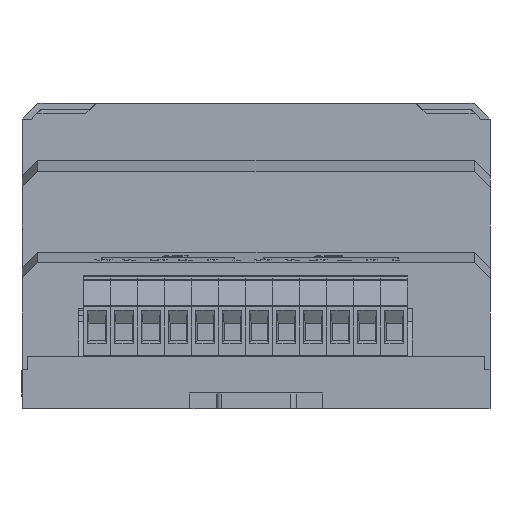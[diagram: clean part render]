
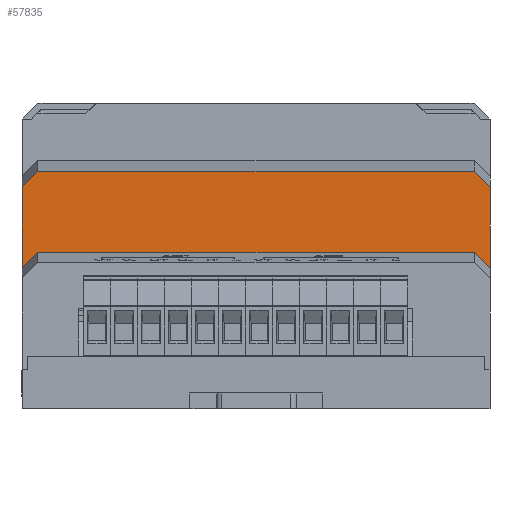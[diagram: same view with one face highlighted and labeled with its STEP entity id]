
A CAD part, front view. The second image highlights one B-rep face of the part: STEP entity #57835.
In plain terms, the highlighted planar face has unit normal (0, -1, 0).
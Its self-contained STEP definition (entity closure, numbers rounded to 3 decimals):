
#434 = DIRECTION ( 'NONE',  ( 0., 0., -1. ) ) ;
#2687 = VERTEX_POINT ( 'NONE', #18542 ) ;
#7576 = EDGE_CURVE ( 'NONE', #34043, #67330, #14776, .T. ) ;
#11126 = CARTESIAN_POINT ( 'NONE',  ( 85., 10.85, 37.272 ) ) ;
#12935 = VERTEX_POINT ( 'NONE', #102165 ) ;
#13535 = VECTOR ( 'NONE', #45513, 1000. ) ;
#13669 = VERTEX_POINT ( 'NONE', #83340 ) ;
#14776 = LINE ( 'NONE', #33328, #50432 ) ;
#15924 = ORIENTED_EDGE ( 'NONE', *, *, #16094, .T. ) ;
#16088 = EDGE_CURVE ( 'NONE', #75793, #13669, #105339, .T. ) ;
#16094 = EDGE_CURVE ( 'NONE', #101898, #19222, #29988, .T. ) ;
#16619 = DIRECTION ( 'NONE',  ( -1., 0., 0. ) ) ;
#18542 = CARTESIAN_POINT ( 'NONE',  ( 3., 10.85, 22.06 ) ) ;
#19222 = VERTEX_POINT ( 'NONE', #78942 ) ;
#20691 = LINE ( 'NONE', #94239, #37113 ) ;
#29988 = LINE ( 'NONE', #88464, #32713 ) ;
#32713 = VECTOR ( 'NONE', #62819, 1000. ) ;
#33328 = CARTESIAN_POINT ( 'NONE',  ( 78.872, 10.85, 28.283 ) ) ;
#34043 = VERTEX_POINT ( 'NONE', #83786 ) ;
#35787 = DIRECTION ( 'NONE',  ( -0.702, 0., 0.712 ) ) ;
#36843 = LINE ( 'NONE', #87996, #13535 ) ;
#37113 = VECTOR ( 'NONE', #51365, 1000. ) ;
#39072 = CARTESIAN_POINT ( 'NONE',  ( 0., 10.85, 34.226 ) ) ;
#43451 = EDGE_CURVE ( 'NONE', #12935, #67330, #36843, .T. ) ;
#44801 = ORIENTED_EDGE ( 'NONE', *, *, #94297, .T. ) ;
#45513 = DIRECTION ( 'NONE',  ( 0., 0., -1. ) ) ;
#46530 = VECTOR ( 'NONE', #81020, 1000. ) ;
#47264 = CARTESIAN_POINT ( 'NONE',  ( 4.014, 10.85, 38.302 ) ) ;
#47353 = ORIENTED_EDGE ( 'NONE', *, *, #7576, .T. ) ;
#47892 = LINE ( 'NONE', #47264, #46530 ) ;
#47979 = AXIS2_PLACEMENT_3D ( 'NONE', #103573, #104328, #51514 ) ;
#48101 = VECTOR ( 'NONE', #35787, 1000. ) ;
#49314 = ORIENTED_EDGE ( 'NONE', *, *, #16088, .T. ) ;
#49843 = DIRECTION ( 'NONE',  ( 0.702, 0., -0.712 ) ) ;
#50432 = VECTOR ( 'NONE', #49843, 1000. ) ;
#51365 = DIRECTION ( 'NONE',  ( 0.702, 0., 0.712 ) ) ;
#51514 = DIRECTION ( 'NONE',  ( 0., 0., 1. ) ) ;
#54075 = CARTESIAN_POINT ( 'NONE',  ( 0., 10.85, 37.272 ) ) ;
#56853 = ORIENTED_EDGE ( 'NONE', *, *, #56894, .T. ) ;
#56894 = EDGE_CURVE ( 'NONE', #13669, #2687, #20691, .T. ) ;
#57835 = ADVANCED_FACE ( 'NONE', ( #101313 ), #95134, .F. ) ;
#59935 = LINE ( 'NONE', #87047, #110703 ) ;
#62819 = DIRECTION ( 'NONE',  ( -1., 0., 0. ) ) ;
#67330 = VERTEX_POINT ( 'NONE', #106827 ) ;
#67881 = ORIENTED_EDGE ( 'NONE', *, *, #76228, .T. ) ;
#75793 = VERTEX_POINT ( 'NONE', #39072 ) ;
#76065 = EDGE_LOOP ( 'NONE', ( #87377, #44801, #15924, #67881, #49314, #56853, #77535, #47353 ) ) ;
#76228 = EDGE_CURVE ( 'NONE', #19222, #75793, #47892, .T. ) ;
#77535 = ORIENTED_EDGE ( 'NONE', *, *, #95441, .F. ) ;
#78942 = CARTESIAN_POINT ( 'NONE',  ( 3., 10.85, 37.272 ) ) ;
#80268 = CARTESIAN_POINT ( 'NONE',  ( 89.444, 10.85, 32.76 ) ) ;
#81020 = DIRECTION ( 'NONE',  ( -0.702, 0., -0.712 ) ) ;
#83340 = CARTESIAN_POINT ( 'NONE',  ( 0., 10.85, 19.014 ) ) ;
#83786 = CARTESIAN_POINT ( 'NONE',  ( 85., 10.85, 22.06 ) ) ;
#87047 = CARTESIAN_POINT ( 'NONE',  ( 88., 10.85, 22.06 ) ) ;
#87377 = ORIENTED_EDGE ( 'NONE', *, *, #43451, .F. ) ;
#87996 = CARTESIAN_POINT ( 'NONE',  ( 88., 10.85, 37.272 ) ) ;
#88464 = CARTESIAN_POINT ( 'NONE',  ( 88., 10.85, 37.272 ) ) ;
#94239 = CARTESIAN_POINT ( 'NONE',  ( 52.455, 10.85, 72.278 ) ) ;
#94297 = EDGE_CURVE ( 'NONE', #12935, #101898, #104342, .T. ) ;
#95134 = PLANE ( 'NONE',  #47979 ) ;
#95441 = EDGE_CURVE ( 'NONE', #34043, #2687, #59935, .T. ) ;
#101313 = FACE_OUTER_BOUND ( 'NONE', #76065, .T. ) ;
#101898 = VERTEX_POINT ( 'NONE', #11126 ) ;
#102165 = CARTESIAN_POINT ( 'NONE',  ( 88., 10.85, 34.226 ) ) ;
#103573 = CARTESIAN_POINT ( 'NONE',  ( 88., 10.85, 37.272 ) ) ;
#104328 = DIRECTION ( 'NONE',  ( 0., 1., 0. ) ) ;
#104342 = LINE ( 'NONE', #80268, #48101 ) ;
#105339 = LINE ( 'NONE', #54075, #110832 ) ;
#106827 = CARTESIAN_POINT ( 'NONE',  ( 88., 10.85, 19.014 ) ) ;
#110703 = VECTOR ( 'NONE', #16619, 1000. ) ;
#110832 = VECTOR ( 'NONE', #434, 1000. ) ;
